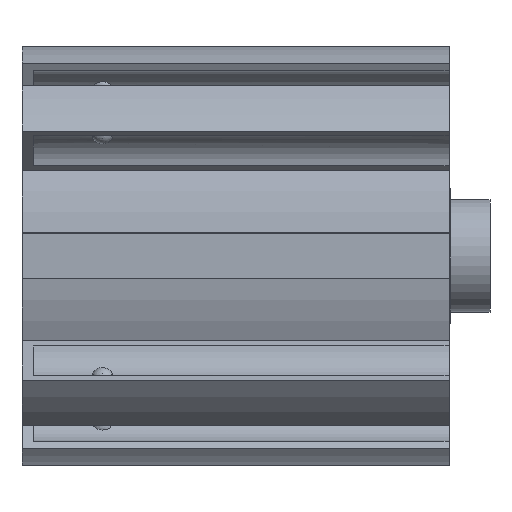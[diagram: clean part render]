
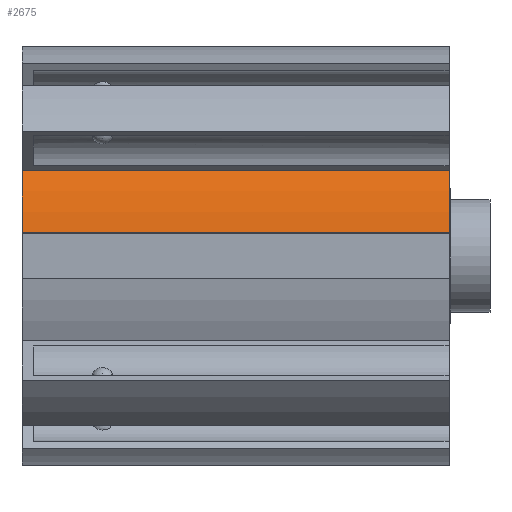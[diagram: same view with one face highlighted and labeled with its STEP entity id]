
A CAD part, top view. The second image highlights one B-rep face of the part: STEP entity #2675.
In plain terms, the highlighted cylindrical face has radius 37 mm (diameter 74 mm), a partial arc.
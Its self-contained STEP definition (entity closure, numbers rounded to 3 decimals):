
#317=FACE_OUTER_BOUND('',#479,.T.);
#479=EDGE_LOOP('',(#2392,#2393,#2394,#2395));
#709=LINE('',#5513,#935);
#710=LINE('',#5516,#936);
#935=VECTOR('',#3615,10.);
#936=VECTOR('',#3620,10.);
#1003=CIRCLE('',#2791,37.);
#1066=CIRCLE('',#2883,37.);
#1177=VERTEX_POINT('',#5005);
#1178=VERTEX_POINT('',#5007);
#1339=VERTEX_POINT('',#5365);
#1340=VERTEX_POINT('',#5367);
#1463=EDGE_CURVE('',#1177,#1178,#1003,.T.);
#1628=EDGE_CURVE('',#1339,#1340,#1066,.T.);
#1711=EDGE_CURVE('',#1339,#1178,#709,.T.);
#1712=EDGE_CURVE('',#1340,#1177,#710,.T.);
#2392=ORIENTED_EDGE('',*,*,#1711,.T.);
#2393=ORIENTED_EDGE('',*,*,#1463,.F.);
#2394=ORIENTED_EDGE('',*,*,#1712,.F.);
#2395=ORIENTED_EDGE('',*,*,#1628,.F.);
#2547=CYLINDRICAL_SURFACE('',#2939,37.);
#2675=ADVANCED_FACE('',(#317),#2547,.T.);
#2791=AXIS2_PLACEMENT_3D('',#5008,#3141,#3142);
#2883=AXIS2_PLACEMENT_3D('',#5368,#3425,#3426);
#2939=AXIS2_PLACEMENT_3D('',#5515,#3618,#3619);
#3141=DIRECTION('center_axis',(1.,0.,0.));
#3142=DIRECTION('ref_axis',(0.,0.,-1.));
#3425=DIRECTION('center_axis',(-1.,0.,0.));
#3426=DIRECTION('ref_axis',(0.,0.,-1.));
#3615=DIRECTION('',(1.,0.,0.));
#3618=DIRECTION('center_axis',(1.,0.,0.));
#3619=DIRECTION('ref_axis',(0.,0.,-1.));
#3620=DIRECTION('',(1.,0.,0.));
#5005=CARTESIAN_POINT('',(73.,14.927,33.855));
#5007=CARTESIAN_POINT('',(73.,4.,36.783));
#5008=CARTESIAN_POINT('Origin',(73.,0.,0.));
#5365=CARTESIAN_POINT('',(-2.,4.,36.783));
#5367=CARTESIAN_POINT('',(-2.,14.927,33.855));
#5368=CARTESIAN_POINT('Origin',(-2.,0.,0.));
#5513=CARTESIAN_POINT('',(0.,4.,36.783));
#5515=CARTESIAN_POINT('Origin',(0.,0.,0.));
#5516=CARTESIAN_POINT('',(0.,14.927,33.855));
